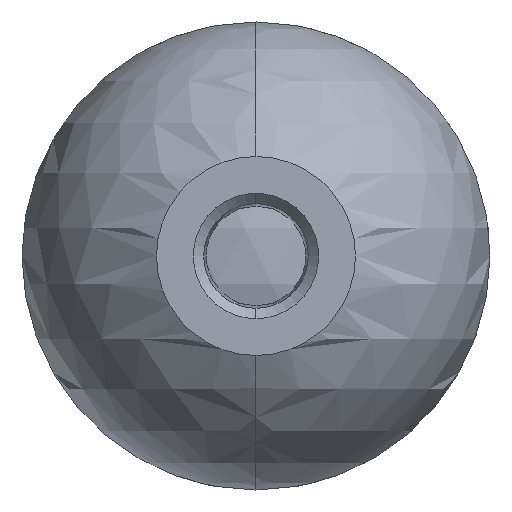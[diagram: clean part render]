
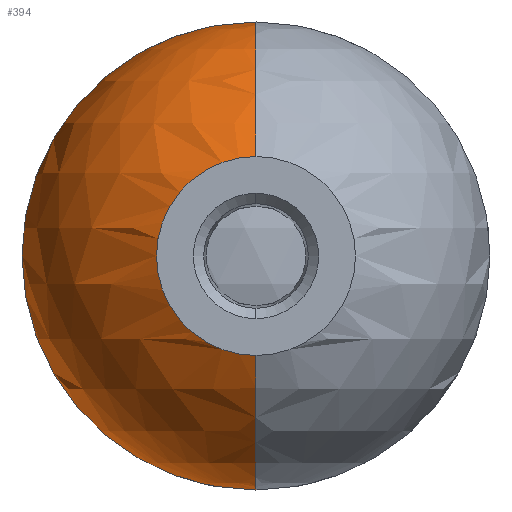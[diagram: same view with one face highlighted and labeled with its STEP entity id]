
A CAD part, left-side view. The second image highlights one B-rep face of the part: STEP entity #394.
In plain terms, the highlighted spherical face has radius 25.4 mm.
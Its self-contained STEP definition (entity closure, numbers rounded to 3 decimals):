
#281=CARTESIAN_POINT('POINT17',(-340.36,0.,
   10.795));
#282=VERTEX_POINT('VERTEX17',#281);
#289=CARTESIAN_POINT('POINT18',(-340.36,0.,
   -10.795));
#290=VERTEX_POINT('VERTEX18',#289);
#291=CARTESIAN_POINT('POS29',(-340.36,0.,
   0.));
#292=DIRECTION('DIR48',(1.,0.,0.));
#293=DIRECTION('DIR49',(0.,0.,1.));
#294=AXIS2_PLACEMENT_3D('AXIS20',#291,#292,#293);
#295=CIRCLE('ELLIPSE13',#294,10.795);
#296=EDGE_CURVE('EDGE30',#290,#282,#295,.T.);
#361=CARTESIAN_POINT('POINT21',(-317.368,
   0.,25.4));
#362=VERTEX_POINT('VERTEX21',#361);
#363=CARTESIAN_POINT('POS36',(-317.368,
   0.,0.));
#364=DIRECTION('DIR59',(0.,-1.,
   0.));
#365=DIRECTION('DIR60',(0.,0.,1.));
#366=AXIS2_PLACEMENT_3D('AXIS24',#363,#364,#365);
#367=CIRCLE('ELLIPSE15',#366,25.4);
#368=EDGE_CURVE('EDGE37',#362,#282,#367,.T.);
#369=ORIENTED_EDGE('COEDGE69',*,*,#368,.F.);
#370=CARTESIAN_POINT('POINT22',(-317.368,
   0.,-25.4));
#371=VERTEX_POINT('VERTEX22',#370);
#372=CARTESIAN_POINT('POS37',(-317.368,0.,
   0.));
#373=DIRECTION('DIR61',(1.,0.,0.));
#374=DIRECTION('DIR62',(0.,0.,1.));
#375=AXIS2_PLACEMENT_3D('AXIS25',#372,#373,#374);
#376=CIRCLE('ELLIPSE16',#375,25.4);
#377=EDGE_CURVE('EDGE38',#371,#362,#376,.T.);
#378=ORIENTED_EDGE('COEDGE70',*,*,#377,.F.);
#379=CARTESIAN_POINT('POS38',(-317.368,
   0.,0.));
#380=DIRECTION('DIR63',(0.,-1.,
   0.));
#381=DIRECTION('DIR64',(0.,0.,1.));
#382=AXIS2_PLACEMENT_3D('AXIS26',#379,#380,#381);
#383=CIRCLE('ELLIPSE17',#382,25.4);
#384=EDGE_CURVE('EDGE39',#290,#371,#383,.T.);
#385=ORIENTED_EDGE('COEDGE71',*,*,#384,.F.);
#386=ORIENTED_EDGE('COEDGE72',*,*,#296,.T.);
#387=EDGE_LOOP('NONE',(#369,#378,#385,#386));
#388=FACE_BOUND('LOOP1',#387,.T.);
#389=CARTESIAN_POINT('POS39',(-317.368,
   0.,0.));
#390=DIRECTION('DIR65',(0.,0.,1.));
#391=DIRECTION('DIR66',(1.,0.,0.));
#392=AXIS2_PLACEMENT_3D('AXIS27',#389,#390,#391);
#393=SPHERICAL_SURFACE('SPHERE_SURF3',#392,25.4);
#394=ADVANCED_FACE('FACE18',(#388),#393,.T.);
